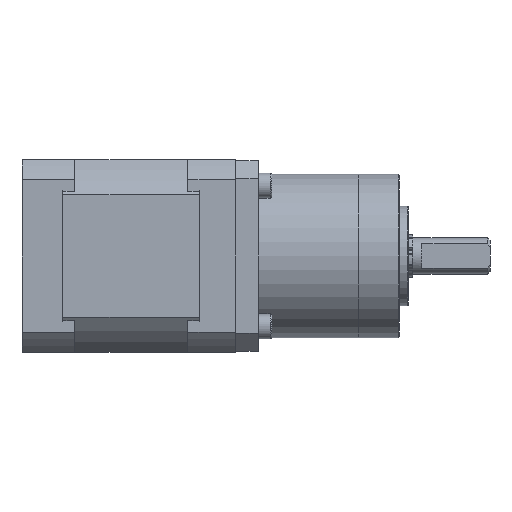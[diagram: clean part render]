
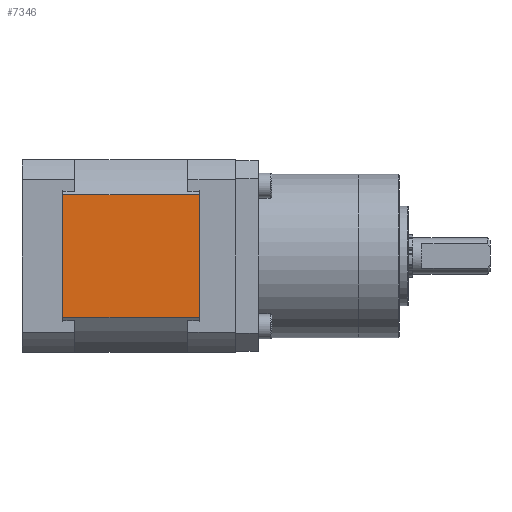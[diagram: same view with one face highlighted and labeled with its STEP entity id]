
A CAD part, left-side view. The second image highlights one B-rep face of the part: STEP entity #7346.
In plain terms, the highlighted planar face has unit normal (-1, 0, 0).
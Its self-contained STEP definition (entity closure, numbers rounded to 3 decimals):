
#631 = EDGE_CURVE ( 'NONE', #7169, #3685, #21932, .T. ) ;
#2082 = CARTESIAN_POINT ( 'NONE',  ( -21.15, 0., -13.516 ) ) ;
#3457 = CARTESIAN_POINT ( 'NONE',  ( -21.15, 0., 13.516 ) ) ;
#3685 = VERTEX_POINT ( 'NONE', #22519 ) ;
#3700 = DIRECTION ( 'NONE',  ( 0., 0., 1. ) ) ;
#4239 = AXIS2_PLACEMENT_3D ( 'NONE', #17746, #7724, #16079 ) ;
#4675 = EDGE_CURVE ( 'NONE', #3685, #25307, #5632, .T. ) ;
#5632 = LINE ( 'NONE', #9602, #14992 ) ;
#6528 = EDGE_CURVE ( 'NONE', #25307, #23135, #11380, .T. ) ;
#7107 = VECTOR ( 'NONE', #3700, 1000. ) ;
#7169 = VERTEX_POINT ( 'NONE', #25065 ) ;
#7346 = ADVANCED_FACE ( 'NONE', ( #9903 ), #14025, .F. ) ;
#7724 = DIRECTION ( 'NONE',  ( 1., 0., 0. ) ) ;
#9602 = CARTESIAN_POINT ( 'NONE',  ( -21.15, 30., 21.15 ) ) ;
#9774 = ORIENTED_EDGE ( 'NONE', *, *, #631, .F. ) ;
#9903 = FACE_OUTER_BOUND ( 'NONE', #21647, .T. ) ;
#11380 = LINE ( 'NONE', #3457, #19746 ) ;
#13049 = ORIENTED_EDGE ( 'NONE', *, *, #4675, .F. ) ;
#14025 = PLANE ( 'NONE',  #4239 ) ;
#14992 = VECTOR ( 'NONE', #25268, 1000. ) ;
#15967 = LINE ( 'NONE', #16094, #7107 ) ;
#16079 = DIRECTION ( 'NONE',  ( 0., 0., -1. ) ) ;
#16094 = CARTESIAN_POINT ( 'NONE',  ( -21.15, 0., 21.15 ) ) ;
#16386 = VECTOR ( 'NONE', #21802, 1000. ) ;
#17746 = CARTESIAN_POINT ( 'NONE',  ( -21.15, 30., 21.15 ) ) ;
#19746 = VECTOR ( 'NONE', #23177, 1000. ) ;
#20764 = CARTESIAN_POINT ( 'NONE',  ( -21.15, 0., 13.516 ) ) ;
#20776 = EDGE_CURVE ( 'NONE', #7169, #23135, #15967, .T. ) ;
#21016 = CARTESIAN_POINT ( 'NONE',  ( -21.15, 30., 13.516 ) ) ;
#21647 = EDGE_LOOP ( 'NONE', ( #9774, #22157, #22404, #13049 ) ) ;
#21802 = DIRECTION ( 'NONE',  ( 0., 1., 0. ) ) ;
#21932 = LINE ( 'NONE', #2082, #16386 ) ;
#22157 = ORIENTED_EDGE ( 'NONE', *, *, #20776, .T. ) ;
#22404 = ORIENTED_EDGE ( 'NONE', *, *, #6528, .F. ) ;
#22519 = CARTESIAN_POINT ( 'NONE',  ( -21.15, 30., -13.516 ) ) ;
#23135 = VERTEX_POINT ( 'NONE', #20764 ) ;
#23177 = DIRECTION ( 'NONE',  ( 0., -1., 0. ) ) ;
#25065 = CARTESIAN_POINT ( 'NONE',  ( -21.15, 0., -13.516 ) ) ;
#25268 = DIRECTION ( 'NONE',  ( 0., 0., 1. ) ) ;
#25307 = VERTEX_POINT ( 'NONE', #21016 ) ;
